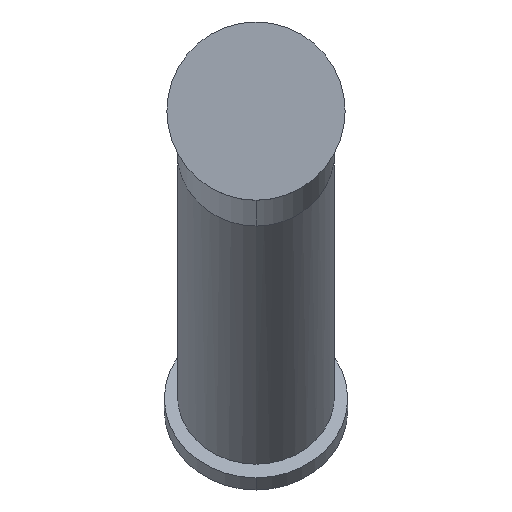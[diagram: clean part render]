
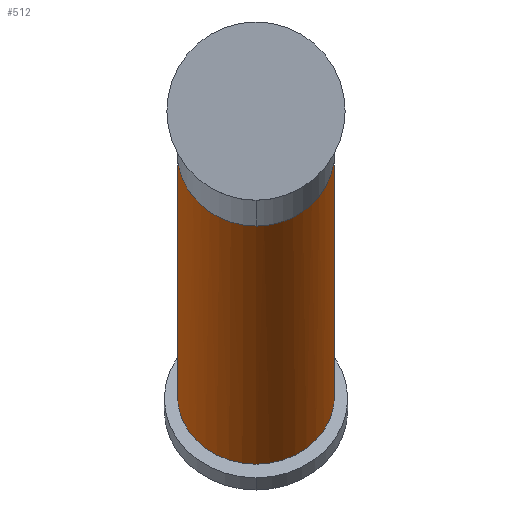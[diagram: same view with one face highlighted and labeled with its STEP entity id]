
A CAD part, top view. The second image highlights one B-rep face of the part: STEP entity #512.
In plain terms, the highlighted cylindrical face has radius 96.85 mm (diameter 193.7 mm), a partial arc.
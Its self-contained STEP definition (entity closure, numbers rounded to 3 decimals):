
#2 = DIRECTION ( 'NONE',  ( 0., 0.5, 0.866 ) ) ;
#12 = CARTESIAN_POINT ( 'NONE',  ( -96.85, -301.111, -752.502 ) ) ;
#93 = VECTOR ( 'NONE', #463, 1000. ) ;
#131 = ORIENTED_EDGE ( 'NONE', *, *, #325, .T. ) ;
#161 = EDGE_CURVE ( 'NONE', #587, #383, #335, .T. ) ;
#176 = DIRECTION ( 'NONE',  ( 1., 0., 0. ) ) ;
#185 = CARTESIAN_POINT ( 'NONE',  ( 56.733, -141.361, -282.106 ) ) ;
#191 = VERTEX_POINT ( 'NONE', #506 ) ;
#224 = VECTOR ( 'NONE', #740, 1000. ) ;
#229 = EDGE_CURVE ( 'Defeatured_0_0+Defeatured_0_5+Defeatured_0_5+Defeatured_0_5', #587, #345, #703, .T. ) ;
#238 = CARTESIAN_POINT ( 'NONE',  ( 96.85, -103.978, -297.591 ) ) ;
#243 = CARTESIAN_POINT ( 'NONE',  ( 0., -141.361, -282.106 ) ) ;
#259 = EDGE_CURVE ( 'NONE', #501, #191, #558, .T. ) ;
#270 = CARTESIAN_POINT ( 'NONE',  ( 96.85, -301.111, -752.502 ) ) ;
#271 = DIRECTION ( 'NONE',  ( -1., 0., 0. ) ) ;
#279 = ORIENTED_EDGE ( 'NONE', *, *, #259, .T. ) ;
#289 = CARTESIAN_POINT ( 'NONE',  ( 0., -141.361, -282.106 ) ) ;
#296 = CARTESIAN_POINT ( 'NONE',  ( -96.85, -51.111, -319.489 ) ) ;
#304 = CARTESIAN_POINT ( 'NONE',  ( 96.85, -51.111, -319.489 ) ) ;
#309 = CARTESIAN_POINT ( 'NONE',  ( 96.85, -350.481, -838.013 ) ) ;
#318 = CYLINDRICAL_SURFACE ( 'NONE', #436, 96.85 ) ;
#325 = EDGE_CURVE ( 'Defeatured_0_0+Defeatured_0_1+Defeatured_0_1+Defeatured_0_1', #191, #383, #362, .T. ) ;
#328 =( BOUNDED_CURVE ( )  B_SPLINE_CURVE ( 3, ( #641, #412, #360, #296 ),
 .UNSPECIFIED., .F., .F. ) 
 B_SPLINE_CURVE_WITH_KNOTS ( ( 4, 4 ),
 ( 0., 1.571 ),
 .UNSPECIFIED. ) 
 CURVE ( )  GEOMETRIC_REPRESENTATION_ITEM ( )  RATIONAL_B_SPLINE_CURVE ( ( 1., 0.805, 0.805, 1. ) ) 
 REPRESENTATION_ITEM ( '' )  );
#335 = LINE ( 'NONE', #270, #224 ) ;
#344 = CARTESIAN_POINT ( 'NONE',  ( 0., -301.111, -752.502 ) ) ;
#345 = VERTEX_POINT ( 'NONE', #289 ) ;
#348 = CARTESIAN_POINT ( 'NONE',  ( 0., -350.481, -838.013 ) ) ;
#360 = CARTESIAN_POINT ( 'NONE',  ( -96.85, -103.978, -297.591 ) ) ;
#362 = CIRCLE ( 'NONE', #507, 96.85 ) ;
#383 = VERTEX_POINT ( 'NONE', #309 ) ;
#384 = EDGE_LOOP ( 'NONE', ( #444, #697, #536, #279, #131 ) ) ;
#412 = CARTESIAN_POINT ( 'NONE',  ( -56.733, -141.361, -282.106 ) ) ;
#413 = FACE_OUTER_BOUND ( 'NONE', #384, .T. ) ;
#436 = AXIS2_PLACEMENT_3D ( 'NONE', #344, #457, #271 ) ;
#444 = ORIENTED_EDGE ( 'NONE', *, *, #161, .F. ) ;
#457 = DIRECTION ( 'NONE',  ( 0., -0.5, -0.866 ) ) ;
#463 = DIRECTION ( 'NONE',  ( 0., -0.5, -0.866 ) ) ;
#501 = VERTEX_POINT ( 'NONE', #741 ) ;
#506 = CARTESIAN_POINT ( 'NONE',  ( -96.85, -350.481, -838.013 ) ) ;
#507 = AXIS2_PLACEMENT_3D ( 'NONE', #348, #2, #176 ) ;
#512 = ADVANCED_FACE ( 'Defeatured_0_0', ( #413 ), #318, .T. ) ;
#514 = EDGE_CURVE ( 'Defeatured_0_0+Defeatured_0_5+Defeatured_0_5+Defeatured_0_5', #345, #501, #328, .T. ) ;
#529 = CARTESIAN_POINT ( 'NONE',  ( 96.85, -51.111, -319.489 ) ) ;
#536 = ORIENTED_EDGE ( 'NONE', *, *, #514, .T. ) ;
#558 = LINE ( 'NONE', #12, #93 ) ;
#587 = VERTEX_POINT ( 'NONE', #304 ) ;
#641 = CARTESIAN_POINT ( 'NONE',  ( 0., -141.361, -282.106 ) ) ;
#697 = ORIENTED_EDGE ( 'NONE', *, *, #229, .T. ) ;
#703 =( BOUNDED_CURVE ( )  B_SPLINE_CURVE ( 3, ( #529, #238, #185, #243 ),
 .UNSPECIFIED., .F., .F. ) 
 B_SPLINE_CURVE_WITH_KNOTS ( ( 4, 4 ),
 ( 4.712, 6.283 ),
 .UNSPECIFIED. ) 
 CURVE ( )  GEOMETRIC_REPRESENTATION_ITEM ( )  RATIONAL_B_SPLINE_CURVE ( ( 1., 0.805, 0.805, 1. ) ) 
 REPRESENTATION_ITEM ( '' )  );
#740 = DIRECTION ( 'NONE',  ( 0., -0.5, -0.866 ) ) ;
#741 = CARTESIAN_POINT ( 'NONE',  ( -96.85, -51.111, -319.489 ) ) ;
